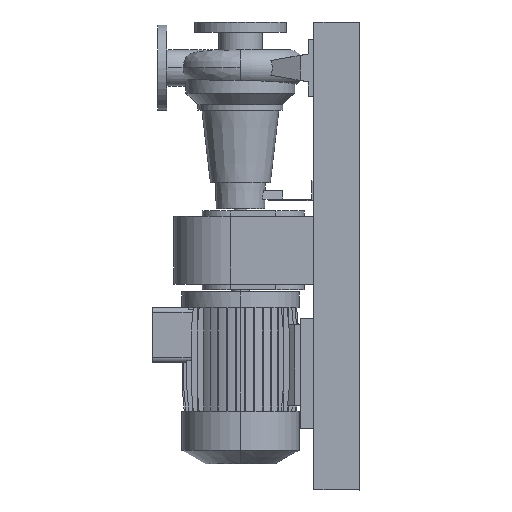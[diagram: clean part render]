
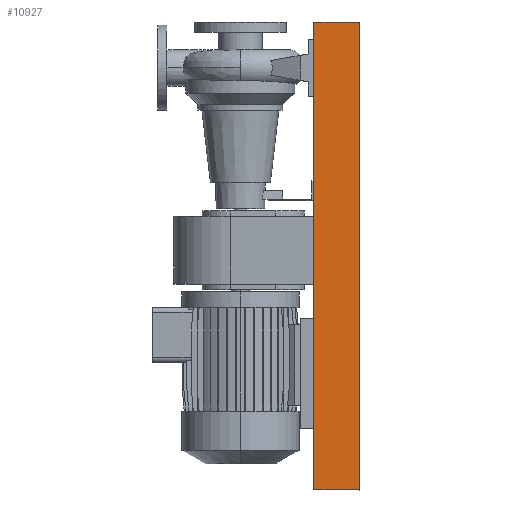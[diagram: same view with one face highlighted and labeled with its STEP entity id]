
A CAD part, left-side view. The second image highlights one B-rep face of the part: STEP entity #10927.
In plain terms, the highlighted planar face has unit normal (-1, 0, 0).
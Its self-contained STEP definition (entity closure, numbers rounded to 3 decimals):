
#557 = ORIENTED_EDGE ( 'NONE', *, *, #7270, .T. ) ;
#1697 = CARTESIAN_POINT ( 'NONE',  ( -175., 50., 510. ) ) ;
#2084 = VECTOR ( 'NONE', #13562, 1000. ) ;
#2362 = CARTESIAN_POINT ( 'NONE',  ( -175., -50., 510. ) ) ;
#2927 = VERTEX_POINT ( 'NONE', #4982 ) ;
#3752 = EDGE_CURVE ( 'NONE', #7042, #2927, #17705, .T. ) ;
#3886 = VECTOR ( 'NONE', #10231, 1000. ) ;
#4697 = LINE ( 'NONE', #6108, #16979 ) ;
#4982 = CARTESIAN_POINT ( 'NONE',  ( -175., -50., 510. ) ) ;
#6108 = CARTESIAN_POINT ( 'NONE',  ( -175., -50., -510. ) ) ;
#6187 = EDGE_CURVE ( 'NONE', #11842, #7042, #13461, .T. ) ;
#6899 = ORIENTED_EDGE ( 'NONE', *, *, #14673, .T. ) ;
#7042 = VERTEX_POINT ( 'NONE', #1697 ) ;
#7270 = EDGE_CURVE ( 'NONE', #11842, #15155, #4697, .T. ) ;
#7613 = CARTESIAN_POINT ( 'NONE',  ( -175., 50., -510. ) ) ;
#8401 = CARTESIAN_POINT ( 'NONE',  ( -175., -50., -510. ) ) ;
#10161 = ORIENTED_EDGE ( 'NONE', *, *, #6187, .F. ) ;
#10204 = FACE_OUTER_BOUND ( 'NONE', #11228, .T. ) ;
#10231 = DIRECTION ( 'NONE',  ( 0., -1., 0. ) ) ;
#10326 = AXIS2_PLACEMENT_3D ( 'NONE', #8401, #19195, #11614 ) ;
#10401 = LINE ( 'NONE', #18064, #10444 ) ;
#10444 = VECTOR ( 'NONE', #13621, 1000. ) ;
#10556 = DIRECTION ( 'NONE',  ( 0., -1., 0. ) ) ;
#10927 = ADVANCED_FACE ( 'NONE', ( #10204 ), #14647, .T. ) ;
#11228 = EDGE_LOOP ( 'NONE', ( #13296, #10161, #557, #6899 ) ) ;
#11614 = DIRECTION ( 'NONE',  ( 0., 0., 1. ) ) ;
#11842 = VERTEX_POINT ( 'NONE', #7613 ) ;
#11988 = CARTESIAN_POINT ( 'NONE',  ( -175., -50., -510. ) ) ;
#13296 = ORIENTED_EDGE ( 'NONE', *, *, #3752, .F. ) ;
#13461 = LINE ( 'NONE', #19633, #2084 ) ;
#13562 = DIRECTION ( 'NONE',  ( 0., 0., 1. ) ) ;
#13621 = DIRECTION ( 'NONE',  ( 0., 0., 1. ) ) ;
#14647 = PLANE ( 'NONE',  #10326 ) ;
#14673 = EDGE_CURVE ( 'NONE', #15155, #2927, #10401, .T. ) ;
#15155 = VERTEX_POINT ( 'NONE', #11988 ) ;
#16979 = VECTOR ( 'NONE', #10556, 1000. ) ;
#17705 = LINE ( 'NONE', #2362, #3886 ) ;
#18064 = CARTESIAN_POINT ( 'NONE',  ( -175., -50., -510. ) ) ;
#19195 = DIRECTION ( 'NONE',  ( -1., 0., 0. ) ) ;
#19633 = CARTESIAN_POINT ( 'NONE',  ( -175., 50., -510. ) ) ;
